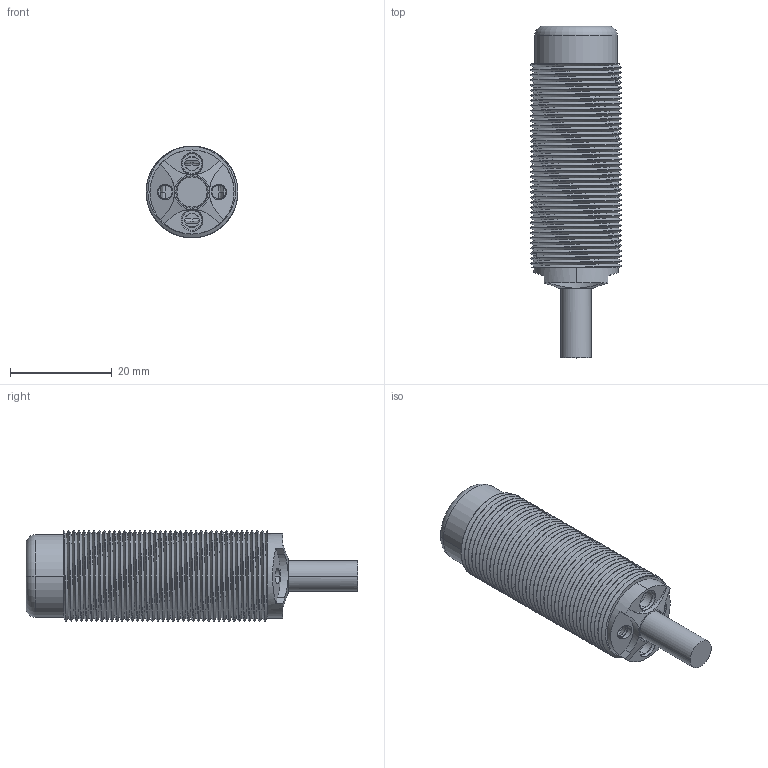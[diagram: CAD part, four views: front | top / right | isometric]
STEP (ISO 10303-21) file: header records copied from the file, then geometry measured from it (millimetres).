
FILE_DESCRIPTION((''),'2;1');
FILE_NAME('155330_SW','2010-12-22T',('banengservice'),('BANNER ENGINEERING'),'PRO/ENGINEER BY PARAMETRIC TECHNOLOGY CORPORATION, 2009141','PRO/ENGINEER BY PARAMETRIC TECHNOLOGY CORPORATION, 2009141','');
FILE_SCHEMA(('CONFIG_CONTROL_DESIGN'));
Length unit declared in the file: inch
Products named in the file (1): 155330_SW
Bounding box: 18 x 65.17 x 18 mm (x, y, z)
Volume: 4820 mm3; surface area: 9255.4 mm2
Topology: 1 solids, 1 shells, 247 faces, 642 edges, 410 vertices
Faces by surface type: cylinder 146, plane 37, cone 36, bspline 22, torus 6
Entity records: 18371 total; most frequent: CARTESIAN_POINT 12634, ORIENTED_EDGE 1284, DIRECTION 1047, EDGE_CURVE 642, AXIS2_PLACEMENT_3D 417, VERTEX_POINT 410, EDGE_LOOP 270, FACE_OUTER_BOUND 247
